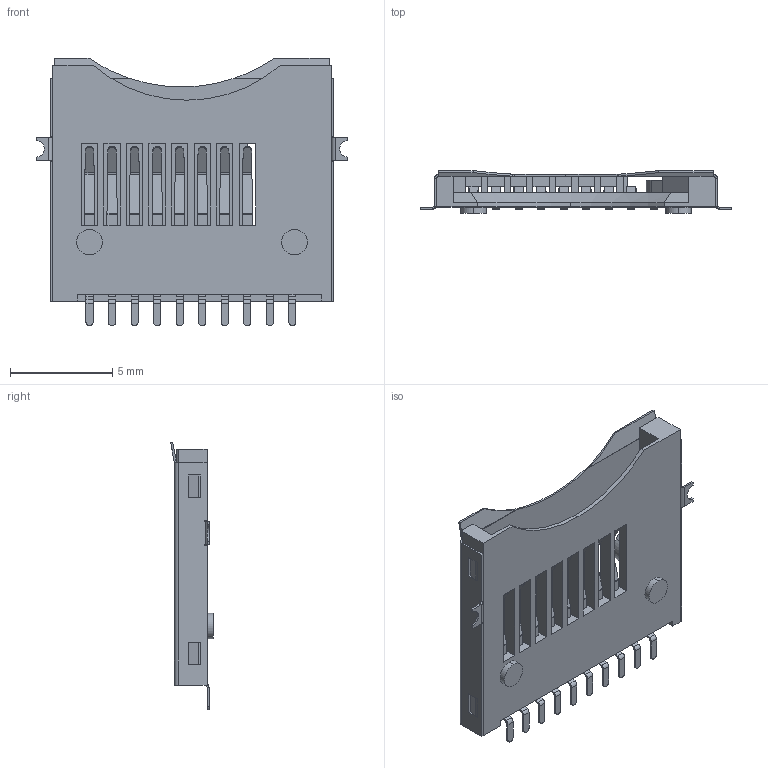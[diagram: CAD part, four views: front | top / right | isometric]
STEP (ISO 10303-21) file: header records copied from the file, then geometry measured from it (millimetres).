
FILE_DESCRIPTION (( 'STEP AP214' ), '1' );
FILE_NAME ('Socket Micro SD 2.STEP', '2023-02-12T10:12:29', ( '' ), ( '' ), 'SwSTEP 2.0', 'SolidWorks 2022', '' );
FILE_SCHEMA (( 'AUTOMOTIVE_DESIGN' ));
Length unit declared in the file: millimetre
Products named in the file (6): Base; Socket Micro SD 2; Terminal 02; Terminal 01; Terminal 03; Socket Cover
Assembly tree (12 placements, depth 2):
  Socket Micro SD 2
    Base
    Terminal 01  x8
    Terminal 02
    Terminal 03
    Socket Cover
Bounding box: 15.2 x 2.07 x 13.05 mm (x, y, z)
Volume: 121.5 mm3; surface area: 917.8 mm2
Topology: 12 solids, 12 shells, 836 faces, 2058 edges, 1237 vertices
Faces by surface type: plane 650, cylinder 149, bspline 36, cone 1
Entity records: 15401 total; most frequent: CARTESIAN_POINT 2770, ORIENTED_EDGE 2632, DIRECTION 2429, EDGE_CURVE 1316, VECTOR 1177, LINE 1177, VERTEX_POINT 817, AXIS2_PLACEMENT_3D 626
